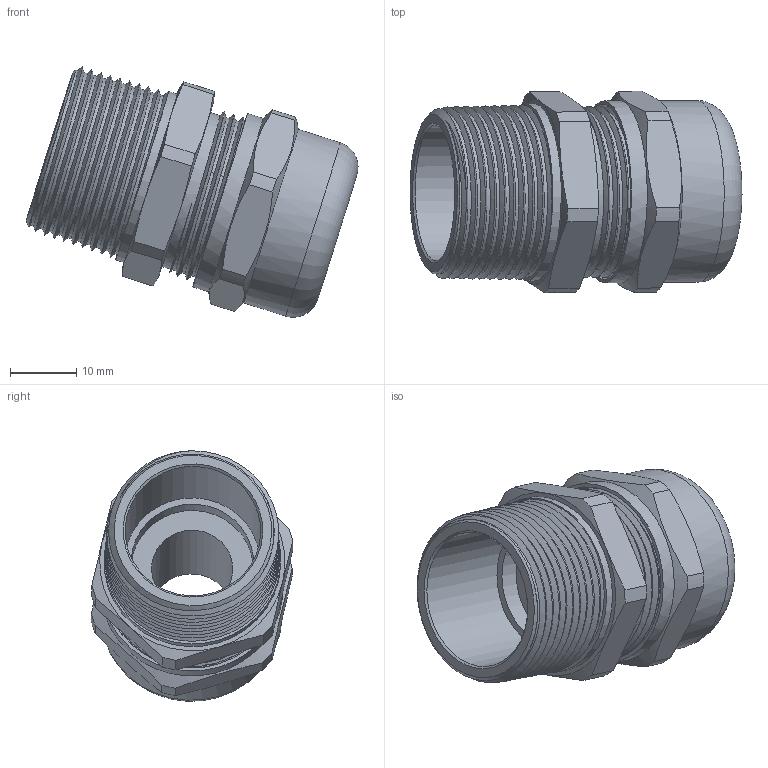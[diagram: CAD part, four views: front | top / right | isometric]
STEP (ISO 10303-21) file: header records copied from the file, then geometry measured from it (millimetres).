
FILE_DESCRIPTION(/* description */ ('E ALPHA X NPT 3/4", KB: 10-18 mm'),/* implementation_level */ '2;1');
FILE_NAME(/* name */ 'EBU2NBNC-RST.stp',/* time_stamp */ '2020-03-11T10:47:45+01:00',/* author */ ('sl'),/* organization */ (''),/* preprocessor_version */ 'ST-DEVELOPER v16.5',/* originating_system */ 'Autodesk Inventor 2017',/* authorisation */ '');
FILE_SCHEMA (('AUTOMOTIVE_DESIGN { 1 0 10303 214 3 1 1 }'));
Length unit declared in the file: millimetre
Products named in the file (6): EBU2NBNC; EBU2NBNC_1; EBU2NBNC_2; EBU2NBNC_3; EBU2NBNC_4; EBU2NBNC_5
Assembly tree (5 placements, depth 2):
  EBU2NBNC
    EBU2NBNC_1
    EBU2NBNC_2
    EBU2NBNC_3
    EBU2NBNC_4
    EBU2NBNC_5
Bounding box: 50.15 x 30.47 x 37.84 mm (x, y, z)
Volume: 14194.5 mm3; surface area: 17722.6 mm2
Topology: 5 solids, 5 shells, 355 faces, 990 edges, 652 vertices
Faces by surface type: plane 239, cone 68, cylinder 39, bspline 6, torus 3
Full cylindrical faces by diameter (mm): 12.26 x1, 14.43 x1, 14.86 x1, 18 x1, 18.19 x1, 18.39 x1, 18.5 x1, 20.2 x1, 20.5 x1, 20.8 x1, 20.91 x1, 21.07 x1, 24.16 x1, 24.378 x4, 24.97 x7, 26.7 x1, 27.5 x2
Entity records: 15323 total; most frequent: CARTESIAN_POINT 6419, DIRECTION 1992, ORIENTED_EDGE 1850, EDGE_CURVE 925, AXIS2_PLACEMENT_3D 881, VERTEX_POINT 624, EDGE_LOOP 387, FACE_OUTER_BOUND 344
